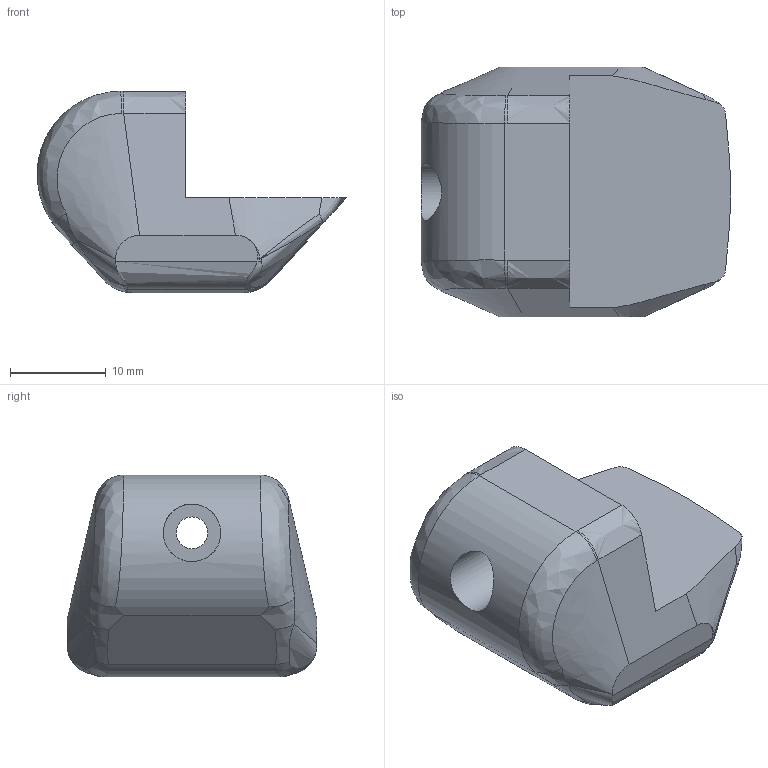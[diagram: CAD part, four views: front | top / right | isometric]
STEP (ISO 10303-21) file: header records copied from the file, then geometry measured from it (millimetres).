
FILE_DESCRIPTION(('FreeCAD Model'),'2;1');
FILE_NAME('Open CASCADE Shape Model','2025-07-07T23:37:07',(''),(''), 'Open CASCADE STEP processor 7.7','FreeCAD','Unknown');
FILE_SCHEMA(('AUTOMOTIVE_DESIGN { 1 0 10303 214 1 1 1 1 }'));
Length unit declared in the file: millimetre
Products named in the file (1): stud
Bounding box: 32.25 x 26.01 x 21 mm (x, y, z)
Volume: 8421 mm3; surface area: 2825.1 mm2
Topology: 1 solids, 1 shells, 68 faces, 172 edges, 104 vertices
Faces by surface type: bspline 54, plane 9, cylinder 5
Full cylindrical faces by diameter (mm): 3.3 x1, 6 x1
Entity records: 7879 total; most frequent: CARTESIAN_POINT 6779, ORIENTED_EDGE 338, EDGE_CURVE 169, VERTEX_POINT 104, B_SPLINE_CURVE_WITH_KNOTS 85, FACE_BOUND 71, EDGE_LOOP 71, ADVANCED_FACE 68
